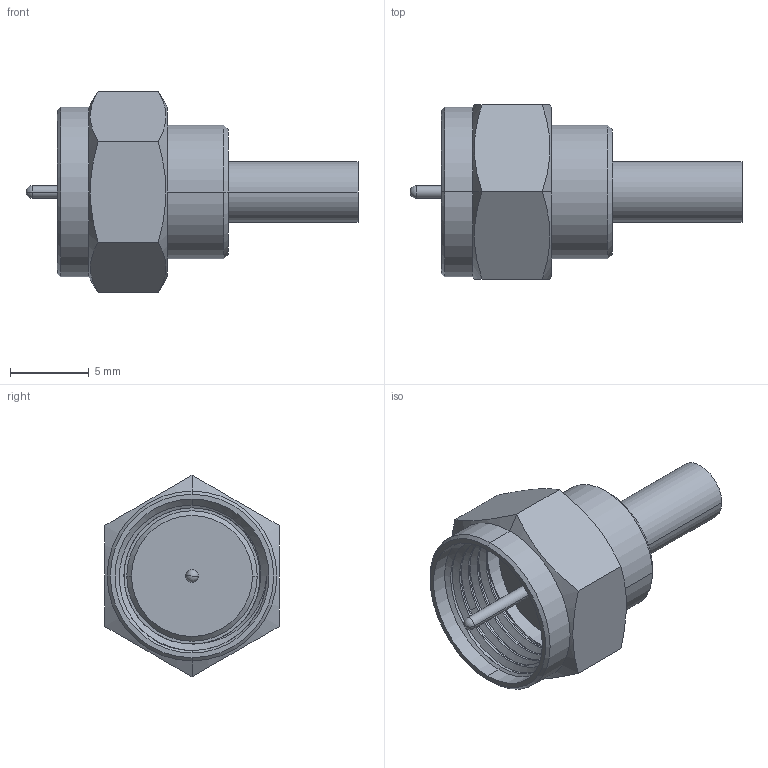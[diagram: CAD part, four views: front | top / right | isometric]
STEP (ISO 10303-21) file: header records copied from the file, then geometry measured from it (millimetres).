
FILE_DESCRIPTION((''),'2;1');
FILE_NAME('F1121A1-003-ND3G-6U-7_SW0001','2018-08-30T',('Lokesh'),(''),'CREO PARAMETRIC BY PTC INC, 2017020','CREO PARAMETRIC BY PTC INC, 2017020','');
FILE_SCHEMA(('CONFIG_CONTROL_DESIGN'));
Length unit declared in the file: inch
Products named in the file (1): F1121A1-003-ND3G-6U-7_SW0001
Bounding box: 21.13 x 11.11 x 12.83 mm (x, y, z)
Volume: 646.2 mm3; surface area: 985.9 mm2
Topology: 1 solids, 1 shells, 64 faces, 145 edges, 89 vertices
Faces by surface type: cylinder 26, plane 16, cone 14, bspline 6, sphere 2
Entity records: 4193 total; most frequent: CARTESIAN_POINT 2771, ORIENTED_EDGE 286, DIRECTION 277, EDGE_CURVE 143, AXIS2_PLACEMENT_3D 113, VERTEX_POINT 89, EDGE_LOOP 72, FACE_OUTER_BOUND 64
